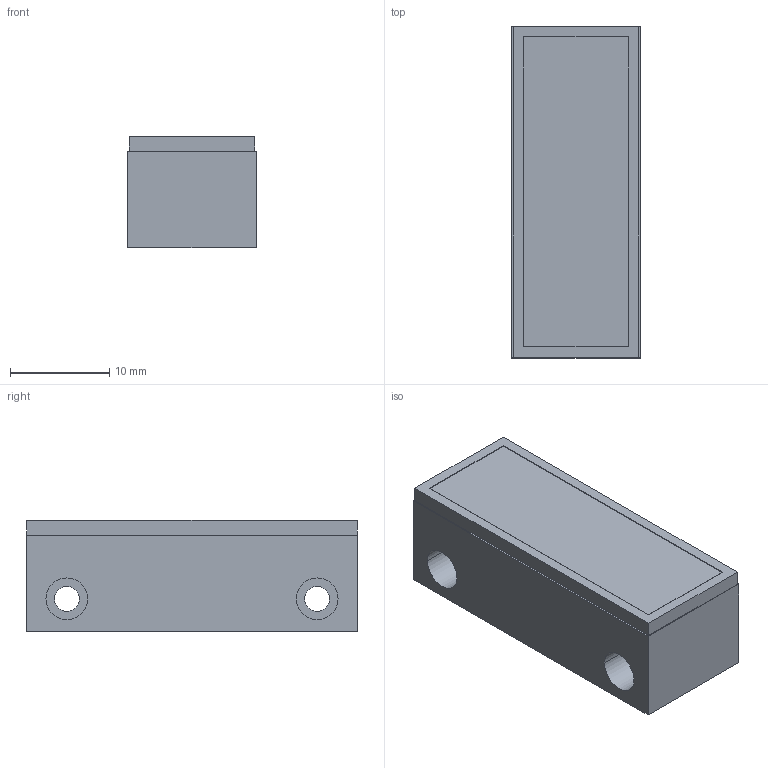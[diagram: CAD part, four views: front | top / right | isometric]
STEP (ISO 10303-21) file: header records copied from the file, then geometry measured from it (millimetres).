
FILE_DESCRIPTION((''),'2;1');
FILE_NAME('M133-80_CB_K','2017-06-20T',('cmozuch'),(''),'PRO/ENGINEER BY PARAMETRIC TECHNOLOGY CORPORATION, 2015440','PRO/ENGINEER BY PARAMETRIC TECHNOLOGY CORPORATION, 2015440','');
FILE_SCHEMA(('CONFIG_CONTROL_DESIGN'));
Length unit declared in the file: millimetre
Products named in the file (1): M133-80_CB_K
Bounding box: 12.9 x 33.4 x 11.2 mm (x, y, z)
Volume: 3616.7 mm3; surface area: 2457.3 mm2
Topology: 1 solids, 1 shells, 37 faces, 84 edges, 56 vertices
Faces by surface type: plane 25, cylinder 12
Entity records: 1575 total; most frequent: DIRECTION 182, CARTESIAN_POINT 177, ORIENTED_EDGE 168, EDGE_CURVE 84, FILL_AREA_STYLE_COLOUR 74, FILL_AREA_STYLE 74, SURFACE_STYLE_FILL_AREA 74, SURFACE_SIDE_STYLE 74
